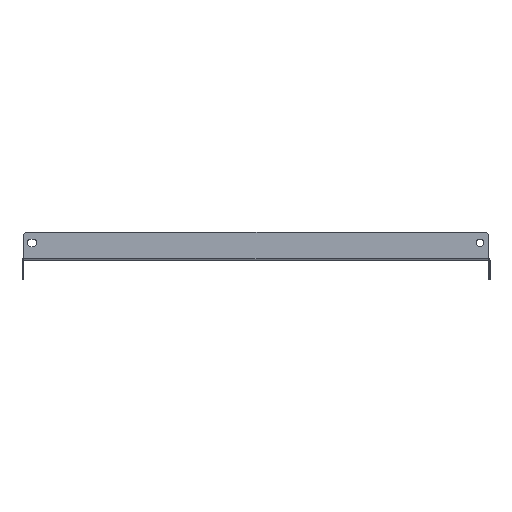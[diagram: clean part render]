
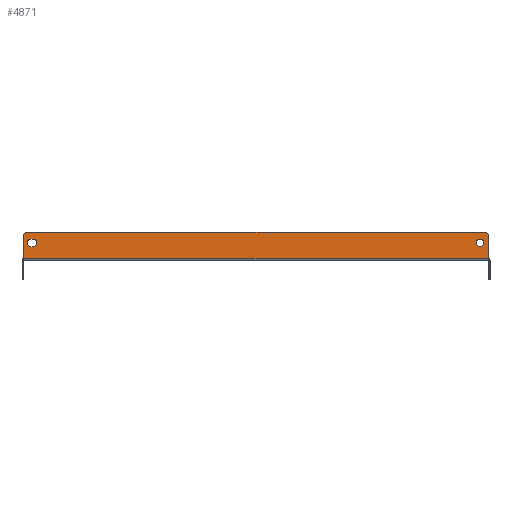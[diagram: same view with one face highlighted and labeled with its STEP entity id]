
A CAD part, left-side view. The second image highlights one B-rep face of the part: STEP entity #4871.
In plain terms, the highlighted planar face has unit normal (-1, 0, 0).
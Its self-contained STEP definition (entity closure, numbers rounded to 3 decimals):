
#41 = CARTESIAN_POINT ( 'NONE',  ( -349.5, -220.49, 1.5 ) ) ;
#42 = DIRECTION ( 'NONE',  ( 0., 0., 1. ) ) ;
#46 = CARTESIAN_POINT ( 'NONE',  ( -349.5, 213.49, 16.5 ) ) ;
#47 = DIRECTION ( 'NONE',  ( -1., 0., 0. ) ) ;
#48 = DIRECTION ( 'NONE',  ( 0., 0., 1. ) ) ;
#68 = CARTESIAN_POINT ( 'NONE',  ( -349.5, 220.49, 1.51 ) ) ;
#69 = DIRECTION ( 'NONE',  ( 0., 1., 0. ) ) ;
#74 = CARTESIAN_POINT ( 'NONE',  ( -349.5, 217.49, 23.5 ) ) ;
#76 = DIRECTION ( 'NONE',  ( -1., 0., 0. ) ) ;
#77 = DIRECTION ( 'NONE',  ( 0., 0., -1. ) ) ;
#80 = CARTESIAN_POINT ( 'NONE',  ( -349.5, 220.49, 1.5 ) ) ;
#81 = DIRECTION ( 'NONE',  ( 0., 0., -1. ) ) ;
#82 = CARTESIAN_POINT ( 'NONE',  ( -349.5, 213.49, 20. ) ) ;
#83 = DIRECTION ( 'NONE',  ( 0., 1., 0. ) ) ;
#84 = CARTESIAN_POINT ( 'NONE',  ( -349.5, 211.49, 16.5 ) ) ;
#85 = DIRECTION ( 'NONE',  ( -1., 0., 0. ) ) ;
#86 = DIRECTION ( 'NONE',  ( 0., 0., 1. ) ) ;
#87 = CARTESIAN_POINT ( 'NONE',  ( -349.5, -212.49, 16.5 ) ) ;
#88 = DIRECTION ( 'NONE',  ( -1., 0., 0. ) ) ;
#89 = DIRECTION ( 'NONE',  ( 0., 0., 1. ) ) ;
#91 = CARTESIAN_POINT ( 'NONE',  ( -349.5, 213.49, 13. ) ) ;
#92 = DIRECTION ( 'NONE',  ( 0., -1., 0. ) ) ;
#93 = CARTESIAN_POINT ( 'NONE',  ( -349.5, -217.49, 23.5 ) ) ;
#95 = DIRECTION ( 'NONE',  ( -1., 0., 0. ) ) ;
#96 = DIRECTION ( 'NONE',  ( 0., 0., -1. ) ) ;
#100 = CARTESIAN_POINT ( 'NONE',  ( -349.5, -220.49, 26.5 ) ) ;
#101 = DIRECTION ( 'NONE',  ( 0., 1., 0. ) ) ;
#592 = CARTESIAN_POINT ( 'NONE',  ( -349.5, -220.49, 1.5 ) ) ;
#597 = PLANE ( 'NONE',  #4372 ) ;
#598 = DIRECTION ( 'NONE',  ( 1., 0., 0. ) ) ;
#599 = DIRECTION ( 'NONE',  ( 0., 0., -1. ) ) ;
#1697 = EDGE_LOOP ( 'NONE', ( #5191, #5227 ) ) ;
#1790 = EDGE_LOOP ( 'NONE', ( #5083, #5263, #5119, #5299 ) ) ;
#1943 = EDGE_LOOP ( 'NONE', ( #5155, #5173, #5209, #5317, #5101, #5137 ) ) ;
#2229 = FACE_BOUND ( 'NONE', #1697, .T. ) ;
#2235 = FACE_BOUND ( 'NONE', #1790, .T. ) ;
#2237 = FACE_OUTER_BOUND ( 'NONE', #1943, .T. ) ;
#2564 = CARTESIAN_POINT ( 'NONE',  ( -349.5, -217.49, 26.5 ) ) ;
#2642 = EDGE_CURVE ( 'NONE', #2915, #2917, #6336, .T. ) ;
#2704 = VERTEX_POINT ( 'NONE', #4336 ) ;
#2706 = VERTEX_POINT ( 'NONE', #2564 ) ;
#2708 = VERTEX_POINT ( 'NONE', #6069 ) ;
#2709 = VERTEX_POINT ( 'NONE', #6098 ) ;
#2711 = VERTEX_POINT ( 'NONE', #6066 ) ;
#2713 = VERTEX_POINT ( 'NONE', #6101 ) ;
#2716 = VERTEX_POINT ( 'NONE', #6107 ) ;
#2718 = VERTEX_POINT ( 'NONE', #6102 ) ;
#2721 = VERTEX_POINT ( 'NONE', #6115 ) ;
#2725 = VERTEX_POINT ( 'NONE', #6137 ) ;
#2915 = VERTEX_POINT ( 'NONE', #7653 ) ;
#2917 = VERTEX_POINT ( 'NONE', #7655 ) ;
#3731 = EDGE_CURVE ( 'NONE', #2721, #2718, #7247, .T. ) ;
#3737 = EDGE_CURVE ( 'NONE', #2709, #2713, #7255, .T. ) ;
#3754 = EDGE_CURVE ( 'NONE', #2721, #2725, #7265, .T. ) ;
#3763 = EDGE_CURVE ( 'NONE', #2704, #2716, #7272, .T. ) ;
#3767 = EDGE_CURVE ( 'NONE', #2716, #2725, #7273, .T. ) ;
#3769 = EDGE_CURVE ( 'NONE', #2708, #2709, #7275, .T. ) ;
#3772 = EDGE_CURVE ( 'NONE', #2711, #2708, #7279, .T. ) ;
#3773 = EDGE_CURVE ( 'NONE', #2917, #2915, #7280, .T. ) ;
#3775 = EDGE_CURVE ( 'NONE', #2713, #2711, #7277, .T. ) ;
#3778 = EDGE_CURVE ( 'NONE', #2718, #2706, #7283, .T. ) ;
#3782 = EDGE_CURVE ( 'NONE', #2706, #2704, #7281, .T. ) ;
#4165 = CARTESIAN_POINT ( 'NONE',  ( -349.5, -212.49, 16.5 ) ) ;
#4167 = DIRECTION ( 'NONE',  ( -1., 0., 0. ) ) ;
#4169 = DIRECTION ( 'NONE',  ( 0., 0., 1. ) ) ;
#4244 = AXIS2_PLACEMENT_3D ( 'NONE', #4165, #4167, #4169 ) ;
#4304 = AXIS2_PLACEMENT_3D ( 'NONE', #46, #47, #48 ) ;
#4314 = AXIS2_PLACEMENT_3D ( 'NONE', #93, #95, #96 ) ;
#4316 = AXIS2_PLACEMENT_3D ( 'NONE', #84, #85, #86 ) ;
#4320 = AXIS2_PLACEMENT_3D ( 'NONE', #74, #76, #77 ) ;
#4323 = AXIS2_PLACEMENT_3D ( 'NONE', #87, #88, #89 ) ;
#4336 = CARTESIAN_POINT ( 'NONE',  ( -349.5, 217.49, 26.5 ) ) ;
#4372 = AXIS2_PLACEMENT_3D ( 'NONE', #592, #598, #599 ) ;
#4871 = ADVANCED_FACE ( 'NONE', ( #2229, #2235, #2237 ), #597, .F. ) ;
#5083 = ORIENTED_EDGE ( 'NONE', *, *, #3775, .F. ) ;
#5101 = ORIENTED_EDGE ( 'NONE', *, *, #3767, .T. ) ;
#5119 = ORIENTED_EDGE ( 'NONE', *, *, #3769, .F. ) ;
#5137 = ORIENTED_EDGE ( 'NONE', *, *, #3754, .F. ) ;
#5155 = ORIENTED_EDGE ( 'NONE', *, *, #3731, .T. ) ;
#5173 = ORIENTED_EDGE ( 'NONE', *, *, #3778, .T. ) ;
#5191 = ORIENTED_EDGE ( 'NONE', *, *, #3773, .F. ) ;
#5209 = ORIENTED_EDGE ( 'NONE', *, *, #3782, .T. ) ;
#5227 = ORIENTED_EDGE ( 'NONE', *, *, #2642, .F. ) ;
#5263 = ORIENTED_EDGE ( 'NONE', *, *, #3737, .F. ) ;
#5299 = ORIENTED_EDGE ( 'NONE', *, *, #3772, .F. ) ;
#5317 = ORIENTED_EDGE ( 'NONE', *, *, #3763, .T. ) ;
#6066 = CARTESIAN_POINT ( 'NONE',  ( -349.5, 211.49, 13. ) ) ;
#6069 = CARTESIAN_POINT ( 'NONE',  ( -349.5, 211.49, 20. ) ) ;
#6098 = CARTESIAN_POINT ( 'NONE',  ( -349.5, 213.49, 20. ) ) ;
#6101 = CARTESIAN_POINT ( 'NONE',  ( -349.5, 213.49, 13. ) ) ;
#6102 = CARTESIAN_POINT ( 'NONE',  ( -349.5, -220.49, 23.5 ) ) ;
#6107 = CARTESIAN_POINT ( 'NONE',  ( -349.5, 220.49, 23.5 ) ) ;
#6115 = CARTESIAN_POINT ( 'NONE',  ( -349.5, -220.49, 1.51 ) ) ;
#6137 = CARTESIAN_POINT ( 'NONE',  ( -349.5, 220.49, 1.51 ) ) ;
#6336 = CIRCLE ( 'NONE', #4244, 3.5 ) ;
#7247 = LINE ( 'NONE', #41, #7248 ) ;
#7248 = VECTOR ( 'NONE', #42, 1000. ) ;
#7255 = CIRCLE ( 'NONE', #4304, 3.5 ) ;
#7265 = LINE ( 'NONE', #68, #7266 ) ;
#7266 = VECTOR ( 'NONE', #69, 1000. ) ;
#7272 = CIRCLE ( 'NONE', #4320, 3. ) ;
#7273 = LINE ( 'NONE', #80, #7274 ) ;
#7274 = VECTOR ( 'NONE', #81, 1000. ) ;
#7275 = LINE ( 'NONE', #82, #7276 ) ;
#7276 = VECTOR ( 'NONE', #83, 1000. ) ;
#7277 = LINE ( 'NONE', #91, #7278 ) ;
#7278 = VECTOR ( 'NONE', #92, 1000. ) ;
#7279 = CIRCLE ( 'NONE', #4316, 3.5 ) ;
#7280 = CIRCLE ( 'NONE', #4323, 3.5 ) ;
#7281 = LINE ( 'NONE', #100, #7282 ) ;
#7282 = VECTOR ( 'NONE', #101, 1000. ) ;
#7283 = CIRCLE ( 'NONE', #4314, 3. ) ;
#7653 = CARTESIAN_POINT ( 'NONE',  ( -349.5, -212.49, 13. ) ) ;
#7655 = CARTESIAN_POINT ( 'NONE',  ( -349.5, -212.49, 20. ) ) ;
